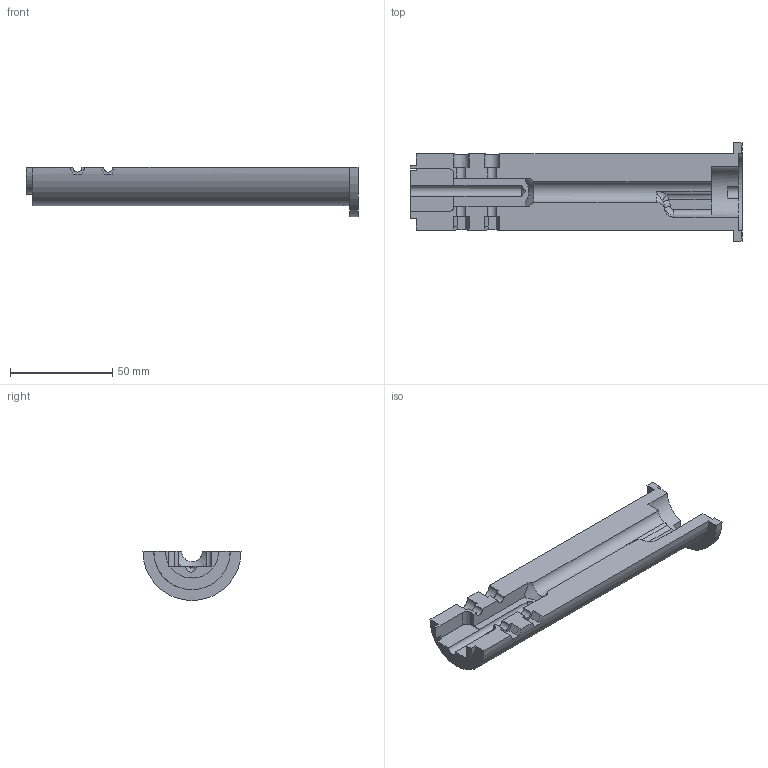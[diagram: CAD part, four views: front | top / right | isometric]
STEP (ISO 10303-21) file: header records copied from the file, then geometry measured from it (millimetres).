
FILE_DESCRIPTION(/* description */ (''),/* implementation_level */ '2;1');
FILE_NAME(/* name */ '',/* time_stamp */ '2023-09-27T21:43:09+03:00',/* author */ (''),/* organization */ (''),/* preprocessor_version */ 'ST-DEVELOPER v20',/* originating_system */ 'Autodesk Translation Framework v12.14.0.127',/* authorisation */ '');
FILE_SCHEMA (('AUTOMOTIVE_DESIGN { 1 0 10303 214 3 1 1 }'));
Length unit declared in the file: millimetre
Products named in the file (1): Рычаг длинный
Bounding box: 162.5 x 48 x 24.03 mm (x, y, z)
Volume: 68341.3 mm3; surface area: 20507.1 mm2
Topology: 1 solids, 1 shells, 133 faces, 372 edges, 244 vertices
Faces by surface type: plane 77, cylinder 42, cone 8, bspline 4, torus 2
Full cylindrical faces by diameter (mm): 4.3 x1, 6.3 x3
Entity records: 4553 total; most frequent: CARTESIAN_POINT 1072, ORIENTED_EDGE 742, DIRECTION 729, EDGE_CURVE 371, AXIS2_PLACEMENT_3D 263, VERTEX_POINT 244, LINE 203, VECTOR 203
